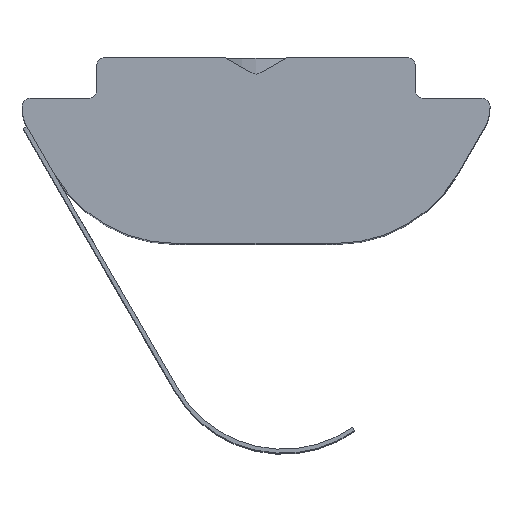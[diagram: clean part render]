
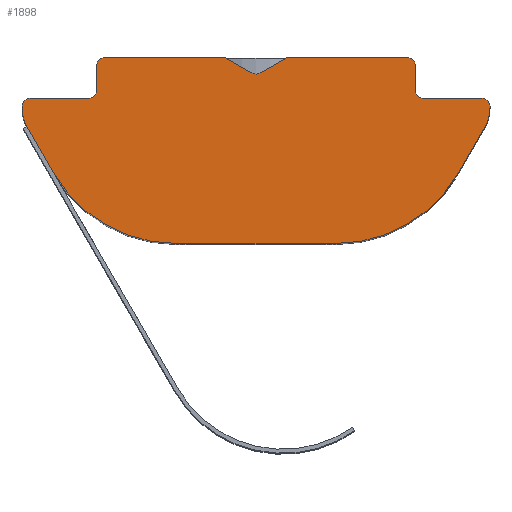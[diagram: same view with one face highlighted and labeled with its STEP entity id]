
A CAD part, top view. The second image highlights one B-rep face of the part: STEP entity #1898.
In plain terms, the highlighted planar face has unit normal (0, 0, 1).
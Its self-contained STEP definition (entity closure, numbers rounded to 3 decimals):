
#847=CARTESIAN_POINT('',(-4.8,-1.232,16.));
#848=DIRECTION('',(0.,0.,1.));
#849=DIRECTION('',(-1.,0.,0.));
#850=AXIS2_PLACEMENT_3D('',#847,#848,#849);
#855=DIRECTION('',(0.,-1.,0.));
#856=VECTOR('',#855,0.032);
#857=CARTESIAN_POINT('',(-5.8,-1.2,16.));
#858=LINE('',#857,#856);
#862=CARTESIAN_POINT('',(-5.6,-1.2,16.));
#863=DIRECTION('',(0.,0.,1.));
#864=DIRECTION('',(0.,1.,0.));
#865=AXIS2_PLACEMENT_3D('',#862,#863,#864);
#870=DIRECTION('',(-1.,0.,0.));
#871=VECTOR('',#870,1.45);
#872=CARTESIAN_POINT('',(-4.15,-1.,16.));
#873=LINE('',#872,#871);
#877=CARTESIAN_POINT('',(-4.15,-0.8,16.));
#878=DIRECTION('',(0.,0.,-1.));
#879=DIRECTION('',(1.,0.,0.));
#880=AXIS2_PLACEMENT_3D('',#877,#878,#879);
#885=DIRECTION('',(0.,-1.,0.));
#886=VECTOR('',#885,0.6);
#887=CARTESIAN_POINT('',(-3.95,-0.2,16.));
#888=LINE('',#887,#886);
#892=CARTESIAN_POINT('',(-3.75,-0.2,16.));
#893=DIRECTION('',(0.,0.,1.));
#894=DIRECTION('',(0.,1.,0.));
#895=AXIS2_PLACEMENT_3D('',#892,#893,#894);
#900=DIRECTION('',(-1.,0.,0.));
#901=VECTOR('',#900,3.);
#902=CARTESIAN_POINT('',(-0.75,0.,16.));
#903=LINE('',#902,#901);
#907=DIRECTION('',(-0.866,0.5,0.));
#908=VECTOR('',#907,0.751);
#909=CARTESIAN_POINT('',(-0.1,-0.375,16.));
#910=LINE('',#909,#908);
#914=CARTESIAN_POINT('',(0.,-0.202,16.));
#915=DIRECTION('',(0.,0.,-1.));
#916=DIRECTION('',(0.5,-0.866,0.));
#917=AXIS2_PLACEMENT_3D('',#914,#915,#916);
#922=DIRECTION('',(-0.866,-0.5,0.));
#923=VECTOR('',#922,0.751);
#924=CARTESIAN_POINT('',(0.75,0.,16.));
#925=LINE('',#924,#923);
#929=DIRECTION('',(-1.,0.,0.));
#930=VECTOR('',#929,3.);
#931=CARTESIAN_POINT('',(3.75,0.,16.));
#932=LINE('',#931,#930);
#936=CARTESIAN_POINT('',(3.75,-0.2,16.));
#937=DIRECTION('',(0.,0.,1.));
#938=DIRECTION('',(1.,0.,0.));
#939=AXIS2_PLACEMENT_3D('',#936,#937,#938);
#944=DIRECTION('',(0.,1.,0.));
#945=VECTOR('',#944,0.6);
#946=CARTESIAN_POINT('',(3.95,-0.8,16.));
#947=LINE('',#946,#945);
#951=CARTESIAN_POINT('',(4.15,-0.8,16.));
#952=DIRECTION('',(0.,0.,-1.));
#953=DIRECTION('',(0.,-1.,0.));
#954=AXIS2_PLACEMENT_3D('',#951,#952,#953);
#959=DIRECTION('',(-1.,0.,0.));
#960=VECTOR('',#959,1.45);
#961=CARTESIAN_POINT('',(5.6,-1.,16.));
#962=LINE('',#961,#960);
#966=CARTESIAN_POINT('',(5.6,-1.2,16.));
#967=DIRECTION('',(0.,0.,1.));
#968=DIRECTION('',(1.,0.,0.));
#969=AXIS2_PLACEMENT_3D('',#966,#967,#968);
#974=DIRECTION('',(0.,1.,0.));
#975=VECTOR('',#974,0.032);
#976=CARTESIAN_POINT('',(5.8,-1.232,16.));
#977=LINE('',#976,#975);
#981=CARTESIAN_POINT('',(4.8,-1.232,16.));
#982=DIRECTION('',(0.,0.,1.));
#983=DIRECTION('',(0.866,-0.5,0.));
#984=AXIS2_PLACEMENT_3D('',#981,#982,#983);
#989=DIRECTION('',(0.5,0.866,0.));
#990=VECTOR('',#989,1.291);
#991=CARTESIAN_POINT('',(5.021,-2.85,16.));
#992=LINE('',#991,#990);
#996=CARTESIAN_POINT('',(1.989,-1.1,16.));
#997=DIRECTION('',(0.,0.,1.));
#998=DIRECTION('',(0.,-1.,0.));
#999=AXIS2_PLACEMENT_3D('',#996,#997,#998);
#1004=DIRECTION('',(1.,0.,0.));
#1005=VECTOR('',#1004,3.979);
#1006=CARTESIAN_POINT('',(-1.989,-4.6,16.));
#1007=LINE('',#1006,#1005);
#1011=CARTESIAN_POINT('',(-1.989,-1.1,16.));
#1012=DIRECTION('',(0.,0.,1.));
#1013=DIRECTION('',(-0.866,-0.5,0.));
#1014=AXIS2_PLACEMENT_3D('',#1011,#1012,#1013);
#1019=DIRECTION('',(0.5,-0.866,0.));
#1020=VECTOR('',#1019,1.291);
#1021=CARTESIAN_POINT('',(-5.666,-1.732,16.));
#1022=LINE('',#1021,#1020);
#1365=CARTESIAN_POINT('',(-5.8,-1.232,16.));
#1366=CARTESIAN_POINT('',(-5.666,-1.732,16.));
#1367=VERTEX_POINT('',#1365);
#1368=VERTEX_POINT('',#1366);
#1369=CARTESIAN_POINT('',(-5.021,-2.85,16.));
#1370=VERTEX_POINT('',#1369);
#1371=CARTESIAN_POINT('',(-1.989,-4.6,16.));
#1372=VERTEX_POINT('',#1371);
#1373=CARTESIAN_POINT('',(1.989,-4.6,16.));
#1374=VERTEX_POINT('',#1373);
#1375=CARTESIAN_POINT('',(5.021,-2.85,16.));
#1376=VERTEX_POINT('',#1375);
#1377=CARTESIAN_POINT('',(5.666,-1.732,16.));
#1378=VERTEX_POINT('',#1377);
#1379=CARTESIAN_POINT('',(5.8,-1.232,16.));
#1380=VERTEX_POINT('',#1379);
#1381=CARTESIAN_POINT('',(5.8,-1.2,16.));
#1382=VERTEX_POINT('',#1381);
#1383=CARTESIAN_POINT('',(5.6,-1.,16.));
#1384=VERTEX_POINT('',#1383);
#1385=CARTESIAN_POINT('',(4.15,-1.,16.));
#1386=VERTEX_POINT('',#1385);
#1387=CARTESIAN_POINT('',(3.95,-0.8,16.));
#1388=VERTEX_POINT('',#1387);
#1389=CARTESIAN_POINT('',(3.95,-0.2,16.));
#1390=VERTEX_POINT('',#1389);
#1391=CARTESIAN_POINT('',(3.75,0.,16.));
#1392=VERTEX_POINT('',#1391);
#1393=CARTESIAN_POINT('',(0.75,0.,16.));
#1394=VERTEX_POINT('',#1393);
#1395=CARTESIAN_POINT('',(0.1,-0.375,16.));
#1396=VERTEX_POINT('',#1395);
#1397=CARTESIAN_POINT('',(-0.1,-0.375,16.));
#1398=VERTEX_POINT('',#1397);
#1399=CARTESIAN_POINT('',(-0.75,0.,16.));
#1400=VERTEX_POINT('',#1399);
#1401=CARTESIAN_POINT('',(-3.75,0.,16.));
#1402=VERTEX_POINT('',#1401);
#1403=CARTESIAN_POINT('',(-3.95,-0.2,16.));
#1404=VERTEX_POINT('',#1403);
#1405=CARTESIAN_POINT('',(-3.95,-0.8,16.));
#1406=VERTEX_POINT('',#1405);
#1407=CARTESIAN_POINT('',(-4.15,-1.,16.));
#1408=VERTEX_POINT('',#1407);
#1409=CARTESIAN_POINT('',(-5.6,-1.,16.));
#1410=VERTEX_POINT('',#1409);
#1411=CARTESIAN_POINT('',(-5.8,-1.2,16.));
#1412=VERTEX_POINT('',#1411);
#1846=CARTESIAN_POINT('',(0.,0.,16.));
#1847=DIRECTION('',(0.,0.,1.));
#1848=DIRECTION('',(1.,0.,0.));
#1849=AXIS2_PLACEMENT_3D('',#1846,#1847,#1848);
#1850=PLANE('',#1849);
#1851=ORIENTED_EDGE('',*,*,#1555,.F.);
#1853=ORIENTED_EDGE('',*,*,#1852,.F.);
#1855=ORIENTED_EDGE('',*,*,#1854,.F.);
#1857=ORIENTED_EDGE('',*,*,#1856,.F.);
#1859=ORIENTED_EDGE('',*,*,#1858,.F.);
#1861=ORIENTED_EDGE('',*,*,#1860,.F.);
#1863=ORIENTED_EDGE('',*,*,#1862,.F.);
#1865=ORIENTED_EDGE('',*,*,#1864,.F.);
#1867=ORIENTED_EDGE('',*,*,#1866,.F.);
#1869=ORIENTED_EDGE('',*,*,#1868,.F.);
#1871=ORIENTED_EDGE('',*,*,#1870,.F.);
#1873=ORIENTED_EDGE('',*,*,#1872,.F.);
#1875=ORIENTED_EDGE('',*,*,#1874,.F.);
#1877=ORIENTED_EDGE('',*,*,#1876,.F.);
#1879=ORIENTED_EDGE('',*,*,#1878,.F.);
#1881=ORIENTED_EDGE('',*,*,#1880,.F.);
#1883=ORIENTED_EDGE('',*,*,#1882,.F.);
#1885=ORIENTED_EDGE('',*,*,#1884,.F.);
#1887=ORIENTED_EDGE('',*,*,#1886,.F.);
#1889=ORIENTED_EDGE('',*,*,#1888,.F.);
#1891=ORIENTED_EDGE('',*,*,#1890,.F.);
#1893=ORIENTED_EDGE('',*,*,#1892,.F.);
#1894=ORIENTED_EDGE('',*,*,#1837,.F.);
#1895=ORIENTED_EDGE('',*,*,#1644,.F.);
#1896=EDGE_LOOP('',(#1851,#1853,#1855,#1857,#1859,#1861,#1863,#1865,#1867,#1869,
#1871,#1873,#1875,#1877,#1879,#1881,#1883,#1885,#1887,#1889,#1891,#1893,#1894,
#1895));
#1897=FACE_OUTER_BOUND('',#1896,.F.);
#851=CIRCLE('',#850,1.);
#866=CIRCLE('',#865,0.2);
#881=CIRCLE('',#880,0.2);
#896=CIRCLE('',#895,0.2);
#918=CIRCLE('',#917,0.2);
#940=CIRCLE('',#939,0.2);
#955=CIRCLE('',#954,0.2);
#970=CIRCLE('',#969,0.2);
#985=CIRCLE('',#984,1.);
#1000=CIRCLE('',#999,3.5);
#1015=CIRCLE('',#1014,3.5);
#1555=EDGE_CURVE('',#1367,#1368,#851,.T.);
#1644=EDGE_CURVE('',#1368,#1370,#1022,.T.);
#1837=EDGE_CURVE('',#1370,#1372,#1015,.T.);
#1852=EDGE_CURVE('',#1412,#1367,#858,.T.);
#1854=EDGE_CURVE('',#1410,#1412,#866,.T.);
#1856=EDGE_CURVE('',#1408,#1410,#873,.T.);
#1858=EDGE_CURVE('',#1406,#1408,#881,.T.);
#1860=EDGE_CURVE('',#1404,#1406,#888,.T.);
#1862=EDGE_CURVE('',#1402,#1404,#896,.T.);
#1864=EDGE_CURVE('',#1400,#1402,#903,.T.);
#1866=EDGE_CURVE('',#1398,#1400,#910,.T.);
#1868=EDGE_CURVE('',#1396,#1398,#918,.T.);
#1870=EDGE_CURVE('',#1394,#1396,#925,.T.);
#1872=EDGE_CURVE('',#1392,#1394,#932,.T.);
#1874=EDGE_CURVE('',#1390,#1392,#940,.T.);
#1876=EDGE_CURVE('',#1388,#1390,#947,.T.);
#1878=EDGE_CURVE('',#1386,#1388,#955,.T.);
#1880=EDGE_CURVE('',#1384,#1386,#962,.T.);
#1882=EDGE_CURVE('',#1382,#1384,#970,.T.);
#1884=EDGE_CURVE('',#1380,#1382,#977,.T.);
#1886=EDGE_CURVE('',#1378,#1380,#985,.T.);
#1888=EDGE_CURVE('',#1376,#1378,#992,.T.);
#1890=EDGE_CURVE('',#1374,#1376,#1000,.T.);
#1892=EDGE_CURVE('',#1372,#1374,#1007,.T.);
#1898=ADVANCED_FACE('',(#1897),#1850,.T.);
